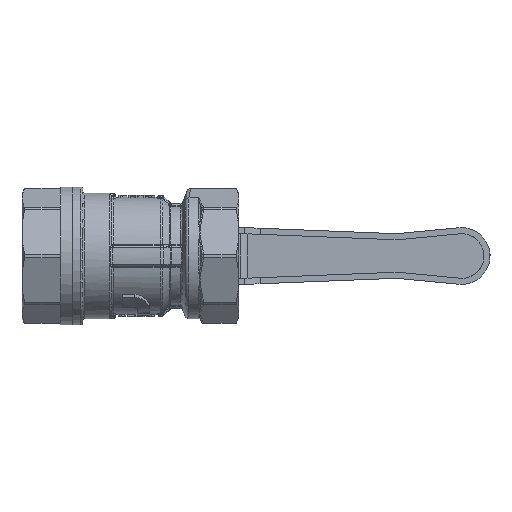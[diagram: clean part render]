
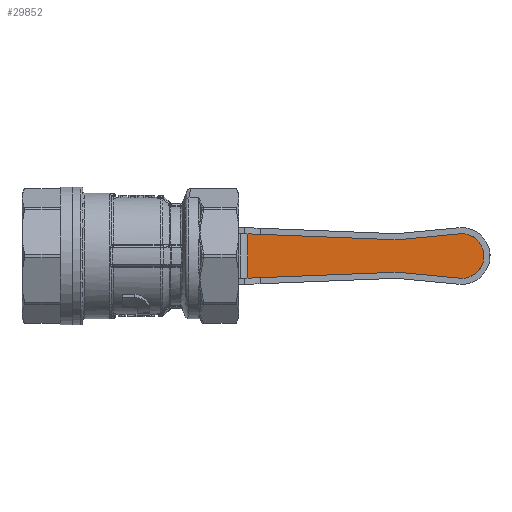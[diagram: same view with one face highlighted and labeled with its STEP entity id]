
A CAD part, front view. The second image highlights one B-rep face of the part: STEP entity #29852.
In plain terms, the highlighted planar face has unit normal (0, -1, 0).
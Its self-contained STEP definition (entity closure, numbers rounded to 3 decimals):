
#67 = ORIENTED_EDGE ( 'NONE', *, *, #3527, .F. ) ;
#463 = CARTESIAN_POINT ( 'NONE',  ( 86.72, 47.3, -1.771 ) ) ;
#746 = EDGE_CURVE ( 'NONE', #33289, #28831, #21459, .T. ) ;
#807 = CARTESIAN_POINT ( 'NONE',  ( 86.72, 47.3, 1.771 ) ) ;
#2644 = CARTESIAN_POINT ( 'NONE',  ( 81.5, 47.3, -5.5 ) ) ;
#2976 = CARTESIAN_POINT ( 'NONE',  ( 65.542, 47.3, -3.997 ) ) ;
#3044 = VERTEX_POINT ( 'NONE', #48711 ) ;
#3327 = CARTESIAN_POINT ( 'NONE',  ( 82.218, 47.3, -5.465 ) ) ;
#3503 = EDGE_CURVE ( 'NONE', #36544, #3044, #43104, .T. ) ;
#3527 = EDGE_CURVE ( 'NONE', #33108, #24046, #27852, .T. ) ;
#4190 = CARTESIAN_POINT ( 'NONE',  ( 85.872, 47.3, -3.356 ) ) ;
#4881 = CARTESIAN_POINT ( 'NONE',  ( 86.824, 47.3, 1.428 ) ) ;
#5823 = ORIENTED_EDGE ( 'NONE', *, *, #746, .F. ) ;
#7601 = B_SPLINE_CURVE_WITH_KNOTS ( 'NONE', 3,
 ( #24806, #45206, #45546, #37400 ),
 .UNSPECIFIED., .F., .F.,
 ( 4, 4 ),
 ( 0., 1. ),
 .UNSPECIFIED. ) ;
#7742 = CARTESIAN_POINT ( 'NONE',  ( 83.271, 47.3, -5.22 ) ) ;
#8017 = CARTESIAN_POINT ( 'NONE',  ( 40.952, 47.3, 4.981 ) ) ;
#8262 = CARTESIAN_POINT ( 'NONE',  ( 85.133, 47.3, 4.145 ) ) ;
#8615 = CARTESIAN_POINT ( 'NONE',  ( 85.872, 47.3, 3.356 ) ) ;
#8947 = CARTESIAN_POINT ( 'NONE',  ( 83.939, 47.3, 4.943 ) ) ;
#10060 = CARTESIAN_POINT ( 'NONE',  ( 81.15, 47.3, -5.492 ) ) ;
#10266 = CARTESIAN_POINT ( 'NONE',  ( 28.657, 47.3, 5.473 ) ) ;
#11143 = ORIENTED_EDGE ( 'NONE', *, *, #27528, .F. ) ;
#12456 = ORIENTED_EDGE ( 'NONE', *, *, #19885, .F. ) ;
#14866 = CARTESIAN_POINT ( 'NONE',  ( 28.657, 47.3, 1.824 ) ) ;
#15560 = CARTESIAN_POINT ( 'NONE',  ( 40.952, 47.3, -4.981 ) ) ;
#15736 = CARTESIAN_POINT ( 'NONE',  ( 28.657, 47.3, -5.473 ) ) ;
#15902 = CARTESIAN_POINT ( 'NONE',  ( 81.5, 47.3, -5.5 ) ) ;
#16046 = CARTESIAN_POINT ( 'NONE',  ( 80.976, 47.3, -5.475 ) ) ;
#16772 = CARTESIAN_POINT ( 'NONE',  ( 81.5, 47.3, 5.5 ) ) ;
#17428 = B_SPLINE_CURVE_WITH_KNOTS ( 'NONE', 3,
 ( #26910, #34722, #14866, #10266 ),
 .UNSPECIFIED., .F., .F.,
 ( 4, 4 ),
 ( 0., 1. ),
 .UNSPECIFIED. ) ;
#17973 = DIRECTION ( 'NONE',  ( 1., 0., 0. ) ) ;
#19885 = EDGE_CURVE ( 'NONE', #26672, #43907, #44830, .T. ) ;
#20163 = CARTESIAN_POINT ( 'NONE',  ( 83.939, 47.3, -4.943 ) ) ;
#20484 = CARTESIAN_POINT ( 'NONE',  ( 65.542, 47.3, -3.997 ) ) ;
#21017 = CARTESIAN_POINT ( 'NONE',  ( 87., 47.3, -0.362 ) ) ;
#21203 = CARTESIAN_POINT ( 'NONE',  ( 82.222, 47.3, 5.5 ) ) ;
#21413 = EDGE_CURVE ( 'NONE', #33108, #3044, #29566, .T. ) ;
#21459 = B_SPLINE_CURVE_WITH_KNOTS ( 'NONE', 3,
 ( #2976, #51889, #15560, #15736 ),
 .UNSPECIFIED., .F., .F.,
 ( 4, 4 ),
 ( 0., 1. ),
 .UNSPECIFIED. ) ;
#22166 = CARTESIAN_POINT ( 'NONE',  ( 28.657, 47.3, -5.473 ) ) ;
#24046 = VERTEX_POINT ( 'NONE', #46814 ) ;
#24129 = CARTESIAN_POINT ( 'NONE',  ( 65.542, 47.3, 3.997 ) ) ;
#24372 = CARTESIAN_POINT ( 'NONE',  ( 81.861, 47.3, -5.5 ) ) ;
#24806 = CARTESIAN_POINT ( 'NONE',  ( 65.542, 47.3, 3.997 ) ) ;
#25473 = CARTESIAN_POINT ( 'NONE',  ( 80.976, 47.3, 5.475 ) ) ;
#25704 = AXIS2_PLACEMENT_3D ( 'NONE', #29834, #45777, #17973 ) ;
#26672 = VERTEX_POINT ( 'NONE', #28733 ) ;
#26910 = CARTESIAN_POINT ( 'NONE',  ( 28.657, 47.3, -5.473 ) ) ;
#27528 = EDGE_CURVE ( 'NONE', #43907, #36544, #7601, .T. ) ;
#27852 = B_SPLINE_CURVE_WITH_KNOTS ( 'NONE', 3,
 ( #43067, #43187, #10060, #51527 ),
 .UNSPECIFIED., .F., .F.,
 ( 4, 4 ),
 ( 0., 1. ),
 .UNSPECIFIED. ) ;
#28456 = CARTESIAN_POINT ( 'NONE',  ( 85.133, 47.3, -4.145 ) ) ;
#28733 = CARTESIAN_POINT ( 'NONE',  ( 28.657, 47.3, 5.473 ) ) ;
#28831 = VERTEX_POINT ( 'NONE', #22166 ) ;
#29150 = CARTESIAN_POINT ( 'NONE',  ( 86.965, 47.3, -0.718 ) ) ;
#29566 = B_SPLINE_CURVE_WITH_KNOTS ( 'NONE', 3,
 ( #15902, #24372, #3327, #43885, #7742, #20163, #48489, #35922, #28456, #32748, #4190, #41391, #45454, #463, #36977, #29150, #21017, #37309, #49534, #4881, #807, #40871, #41216, #8615, #33252, #8262, #32578, #33085, #8947, #45110, #21203, #16772 ),
 .UNSPECIFIED., .F., .F.,
 ( 4, 2, 2, 2, 2, 2, 2, 2, 2, 2, 2, 2, 2, 2, 2, 4 ),
 ( 0., 0.062, 0.125, 0.187, 0.25, 0.312, 0.375, 0.437, 0.5, 0.562, 0.625, 0.687, 0.75, 0.812, 0.875, 1. ),
 .UNSPECIFIED. ) ;
#29834 = CARTESIAN_POINT ( 'NONE',  ( 81.5, 47.3, 0. ) ) ;
#29852 = ADVANCED_FACE ( 'NONE', ( #35985 ), #33929, .F. ) ;
#30915 = ORIENTED_EDGE ( 'NONE', *, *, #31985, .F. ) ;
#31892 = CARTESIAN_POINT ( 'NONE',  ( 65.542, 47.3, -3.997 ) ) ;
#31985 = EDGE_CURVE ( 'NONE', #28831, #26672, #17428, .T. ) ;
#32537 = CARTESIAN_POINT ( 'NONE',  ( 70.686, 47.3, -4.49 ) ) ;
#32578 = CARTESIAN_POINT ( 'NONE',  ( 84.856, 47.3, 4.372 ) ) ;
#32748 = CARTESIAN_POINT ( 'NONE',  ( 85.645, 47.3, -3.633 ) ) ;
#33085 = CARTESIAN_POINT ( 'NONE',  ( 84.255, 47.3, 4.774 ) ) ;
#33108 = VERTEX_POINT ( 'NONE', #2644 ) ;
#33252 = CARTESIAN_POINT ( 'NONE',  ( 85.645, 47.3, 3.633 ) ) ;
#33289 = VERTEX_POINT ( 'NONE', #31892 ) ;
#33678 = EDGE_CURVE ( 'NONE', #24046, #33289, #37670, .T. ) ;
#33929 = PLANE ( 'NONE',  #25704 ) ;
#34722 = CARTESIAN_POINT ( 'NONE',  ( 28.657, 47.3, -1.824 ) ) ;
#35688 = ORIENTED_EDGE ( 'NONE', *, *, #33678, .F. ) ;
#35922 = CARTESIAN_POINT ( 'NONE',  ( 84.856, 47.3, -4.372 ) ) ;
#35985 = FACE_OUTER_BOUND ( 'NONE', #47846, .T. ) ;
#36544 = VERTEX_POINT ( 'NONE', #25473 ) ;
#36553 = CARTESIAN_POINT ( 'NONE',  ( 53.247, 47.3, 4.489 ) ) ;
#36977 = CARTESIAN_POINT ( 'NONE',  ( 86.824, 47.3, -1.428 ) ) ;
#37309 = CARTESIAN_POINT ( 'NONE',  ( 87., 47.3, 0.362 ) ) ;
#37400 = CARTESIAN_POINT ( 'NONE',  ( 80.976, 47.3, 5.475 ) ) ;
#37670 = B_SPLINE_CURVE_WITH_KNOTS ( 'NONE', 3,
 ( #16046, #43672, #32537, #20484 ),
 .UNSPECIFIED., .F., .F.,
 ( 4, 4 ),
 ( 0., 1. ),
 .UNSPECIFIED. ) ;
#38649 = CARTESIAN_POINT ( 'NONE',  ( 81.15, 47.3, 5.492 ) ) ;
#40469 = CARTESIAN_POINT ( 'NONE',  ( 28.657, 47.3, 5.473 ) ) ;
#40871 = CARTESIAN_POINT ( 'NONE',  ( 86.443, 47.3, 2.439 ) ) ;
#41216 = CARTESIAN_POINT ( 'NONE',  ( 86.274, 47.3, 2.755 ) ) ;
#41391 = CARTESIAN_POINT ( 'NONE',  ( 86.274, 47.3, -2.755 ) ) ;
#43067 = CARTESIAN_POINT ( 'NONE',  ( 81.5, 47.3, -5.5 ) ) ;
#43104 = B_SPLINE_CURVE_WITH_KNOTS ( 'NONE', 3,
 ( #50888, #38649, #51063, #50531 ),
 .UNSPECIFIED., .F., .F.,
 ( 4, 4 ),
 ( 0., 1. ),
 .UNSPECIFIED. ) ;
#43187 = CARTESIAN_POINT ( 'NONE',  ( 81.325, 47.3, -5.5 ) ) ;
#43672 = CARTESIAN_POINT ( 'NONE',  ( 75.831, 47.3, -4.982 ) ) ;
#43885 = CARTESIAN_POINT ( 'NONE',  ( 82.928, 47.3, -5.324 ) ) ;
#43907 = VERTEX_POINT ( 'NONE', #46980 ) ;
#44830 = B_SPLINE_CURVE_WITH_KNOTS ( 'NONE', 3,
 ( #40469, #8017, #36553, #24129 ),
 .UNSPECIFIED., .F., .F.,
 ( 4, 4 ),
 ( 0., 1. ),
 .UNSPECIFIED. ) ;
#45110 = CARTESIAN_POINT ( 'NONE',  ( 82.937, 47.3, 5.358 ) ) ;
#45206 = CARTESIAN_POINT ( 'NONE',  ( 70.686, 47.3, 4.49 ) ) ;
#45454 = CARTESIAN_POINT ( 'NONE',  ( 86.443, 47.3, -2.439 ) ) ;
#45546 = CARTESIAN_POINT ( 'NONE',  ( 75.831, 47.3, 4.982 ) ) ;
#45777 = DIRECTION ( 'NONE',  ( 0., 1., 0. ) ) ;
#46814 = CARTESIAN_POINT ( 'NONE',  ( 80.976, 47.3, -5.475 ) ) ;
#46980 = CARTESIAN_POINT ( 'NONE',  ( 65.542, 47.3, 3.997 ) ) ;
#47673 = ORIENTED_EDGE ( 'NONE', *, *, #21413, .T. ) ;
#47846 = EDGE_LOOP ( 'NONE', ( #35688, #67, #47673, #49454, #11143, #12456, #30915, #5823 ) ) ;
#48489 = CARTESIAN_POINT ( 'NONE',  ( 84.255, 47.3, -4.774 ) ) ;
#48711 = CARTESIAN_POINT ( 'NONE',  ( 81.5, 47.3, 5.5 ) ) ;
#49454 = ORIENTED_EDGE ( 'NONE', *, *, #3503, .F. ) ;
#49534 = CARTESIAN_POINT ( 'NONE',  ( 86.965, 47.3, 0.718 ) ) ;
#50531 = CARTESIAN_POINT ( 'NONE',  ( 81.5, 47.3, 5.5 ) ) ;
#50888 = CARTESIAN_POINT ( 'NONE',  ( 80.976, 47.3, 5.475 ) ) ;
#51063 = CARTESIAN_POINT ( 'NONE',  ( 81.325, 47.3, 5.5 ) ) ;
#51527 = CARTESIAN_POINT ( 'NONE',  ( 80.976, 47.3, -5.475 ) ) ;
#51889 = CARTESIAN_POINT ( 'NONE',  ( 53.247, 47.3, -4.489 ) ) ;
